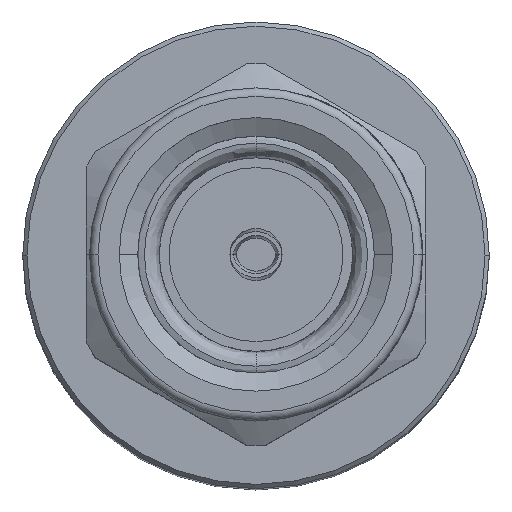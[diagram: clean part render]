
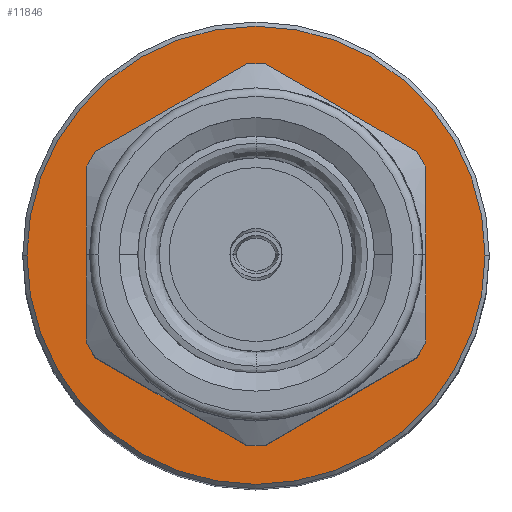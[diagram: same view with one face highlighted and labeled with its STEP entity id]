
A CAD part, top view. The second image highlights one B-rep face of the part: STEP entity #11846.
In plain terms, the highlighted planar face has unit normal (0, 0, 1).
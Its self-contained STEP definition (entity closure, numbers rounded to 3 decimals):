
#1 = CARTESIAN_POINT ( 'NONE',  ( 5.4, 0., 0. ) ) ;
#1325 = CIRCLE ( 'NONE', #15057, 5.4 ) ;
#1707 = AXIS2_PLACEMENT_3D ( 'NONE', #11082, #2605, #12503 ) ;
#2276 = VERTEX_POINT ( 'NONE', #1 ) ;
#2326 = CIRCLE ( 'NONE', #16050, 3.45 ) ;
#2605 = DIRECTION ( 'NONE',  ( 0., 0., -1. ) ) ;
#3045 = FACE_OUTER_BOUND ( 'NONE', #5325, .T. ) ;
#3246 = DIRECTION ( 'NONE',  ( -1., 0., 0. ) ) ;
#3366 = DIRECTION ( 'NONE',  ( 0., 0., -1. ) ) ;
#3448 = CARTESIAN_POINT ( 'NONE',  ( 0., 0., 0. ) ) ;
#4547 = EDGE_CURVE ( 'NONE', #16231, #10055, #18033, .T. ) ;
#4623 = EDGE_CURVE ( 'NONE', #10055, #16231, #2326, .T. ) ;
#5258 = DIRECTION ( 'NONE',  ( -1., 0., 0. ) ) ;
#5325 = EDGE_LOOP ( 'NONE', ( #9351, #14371 ) ) ;
#5474 = EDGE_CURVE ( 'NONE', #2276, #12898, #16218, .T. ) ;
#5572 = ORIENTED_EDGE ( 'NONE', *, *, #4623, .T. ) ;
#6089 = DIRECTION ( 'NONE',  ( -1., 0., 0. ) ) ;
#6495 = DIRECTION ( 'NONE',  ( 0., 0., 1. ) ) ;
#6927 = CARTESIAN_POINT ( 'NONE',  ( 0., 0., 0. ) ) ;
#7774 = DIRECTION ( 'NONE',  ( 0., 0., 1. ) ) ;
#8165 = PLANE ( 'NONE',  #1707 ) ;
#9351 = ORIENTED_EDGE ( 'NONE', *, *, #18101, .T. ) ;
#9866 = CARTESIAN_POINT ( 'NONE',  ( -5.4, 0., 0. ) ) ;
#10055 = VERTEX_POINT ( 'NONE', #17214 ) ;
#10769 = AXIS2_PLACEMENT_3D ( 'NONE', #6927, #6495, #6089 ) ;
#11082 = CARTESIAN_POINT ( 'NONE',  ( 0., 0., 0. ) ) ;
#11846 = ADVANCED_FACE ( 'NONE', ( #17663, #3045 ), #8165, .F. ) ;
#12445 = EDGE_LOOP ( 'NONE', ( #16464, #5572 ) ) ;
#12503 = DIRECTION ( 'NONE',  ( -1., 0., 0. ) ) ;
#12898 = VERTEX_POINT ( 'NONE', #9866 ) ;
#13542 = CARTESIAN_POINT ( 'NONE',  ( -3.45, 0., 0. ) ) ;
#13552 = AXIS2_PLACEMENT_3D ( 'NONE', #13693, #13669, #5258 ) ;
#13669 = DIRECTION ( 'NONE',  ( 0., 0., -1. ) ) ;
#13693 = CARTESIAN_POINT ( 'NONE',  ( 0., 0., 0. ) ) ;
#14371 = ORIENTED_EDGE ( 'NONE', *, *, #5474, .T. ) ;
#15057 = AXIS2_PLACEMENT_3D ( 'NONE', #16271, #7774, #17670 ) ;
#16050 = AXIS2_PLACEMENT_3D ( 'NONE', #3448, #3366, #3246 ) ;
#16218 = CIRCLE ( 'NONE', #10769, 5.4 ) ;
#16231 = VERTEX_POINT ( 'NONE', #13542 ) ;
#16271 = CARTESIAN_POINT ( 'NONE',  ( 0., 0., 0. ) ) ;
#16464 = ORIENTED_EDGE ( 'NONE', *, *, #4547, .T. ) ;
#17214 = CARTESIAN_POINT ( 'NONE',  ( 3.45, 0., 0. ) ) ;
#17663 = FACE_BOUND ( 'NONE', #12445, .T. ) ;
#17670 = DIRECTION ( 'NONE',  ( -1., 0., 0. ) ) ;
#18033 = CIRCLE ( 'NONE', #13552, 3.45 ) ;
#18101 = EDGE_CURVE ( 'NONE', #12898, #2276, #1325, .T. ) ;
